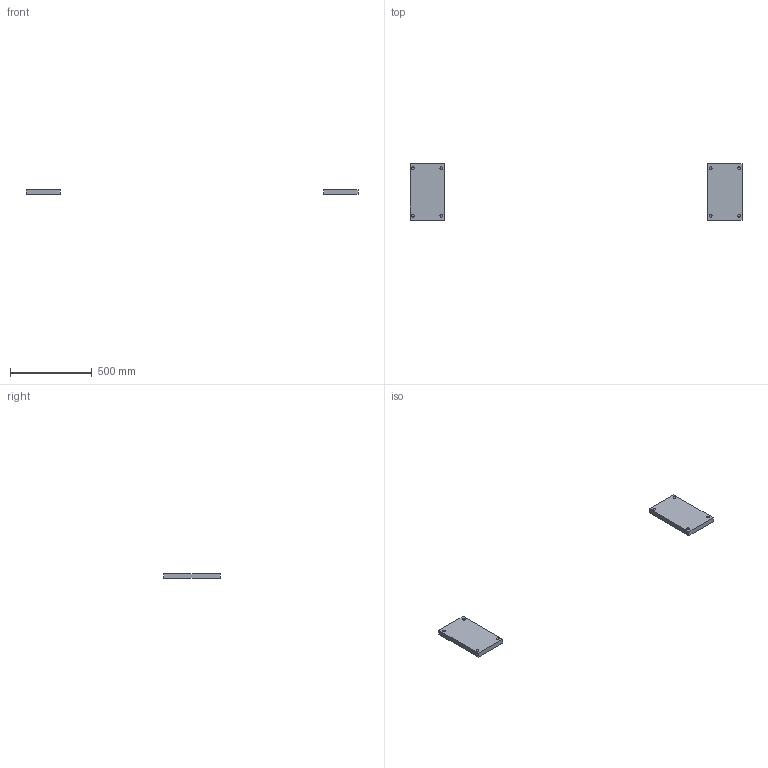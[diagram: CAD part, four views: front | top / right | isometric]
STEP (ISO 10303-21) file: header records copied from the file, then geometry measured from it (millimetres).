
FILE_DESCRIPTION(('FreeCAD Model'),'2;1');
FILE_NAME('./simulations/3/flange.stp','2018-06-25T09:07:17',('FreeCAD') ,('FreeCAD'),'Open CASCADE STEP processor 6.8','FreeCAD','Unknown');
FILE_SCHEMA(('AUTOMOTIVE_DESIGN_CC2 { 1 2 10303 214 -1 1 5 4 }'));
Length unit declared in the file: millimetre
Products named in the file (3): Open CASCADE STEP translator 6.8 3; Open CASCADE STEP translator 6.8 3.1; Open CASCADE STEP translator 6.8 3.2
Assembly tree (2 placements, depth 2):
  Open CASCADE STEP translator 6.8 3
    Open CASCADE STEP translator 6.8 3.1
    Open CASCADE STEP translator 6.8 3.2
Bounding box: 2037 x 343.69 x 30 mm (x, y, z)
Volume: 4330550.4 mm3; surface area: 355146.7 mm2
Topology: 2 solids, 2 shells, 20 faces, 32 edges, 24 vertices
Faces by surface type: plane 20
Entity records: 952 total; most frequent: CARTESIAN_POINT 191, DIRECTION 142, LINE 72, VECTOR 72, ORIENTED_EDGE 64, PCURVE 64, DEFINITIONAL_REPRESENTATION 64, EDGE_CURVE 32
